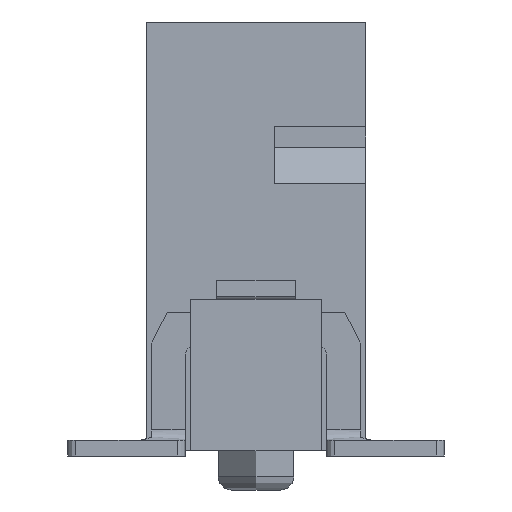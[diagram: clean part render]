
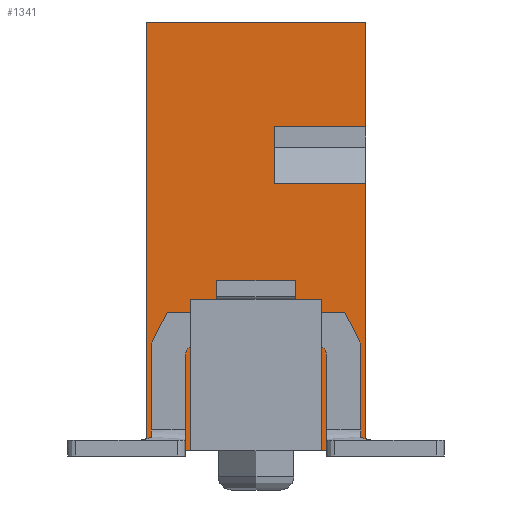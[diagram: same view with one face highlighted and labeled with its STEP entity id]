
A CAD part, left-side view. The second image highlights one B-rep face of the part: STEP entity #1341.
In plain terms, the highlighted planar face has unit normal (-1, 0, 0).
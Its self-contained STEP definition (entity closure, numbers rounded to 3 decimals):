
#353=CARTESIAN_POINT('',(-6.445,2.1,8.2));
#354=VERTEX_POINT('',#353);
#361=CARTESIAN_POINT('',(-6.445,-2.1,8.2));
#362=VERTEX_POINT('',#361);
#363=CARTESIAN_POINT('',(-6.445,2.1,8.2));
#364=DIRECTION('',(0.,-1.,0.));
#365=VECTOR('',#364,4.2);
#366=LINE('',#363,#365);
#367=EDGE_CURVE('',#354,#362,#366,.T.);
#671=CARTESIAN_POINT('',(-6.445,-2.1,5.11));
#672=VERTEX_POINT('',#671);
#689=CARTESIAN_POINT('',(-6.445,-0.35,5.11));
#690=VERTEX_POINT('',#689);
#697=CARTESIAN_POINT('',(-6.445,-0.35,5.11));
#698=DIRECTION('',(0.,-1.,0.));
#699=VECTOR('',#698,1.75);
#700=LINE('',#697,#699);
#701=EDGE_CURVE('',#690,#672,#700,.T.);
#711=CARTESIAN_POINT('',(-6.445,-0.35,6.2));
#712=VERTEX_POINT('',#711);
#713=CARTESIAN_POINT('',(-6.445,-0.35,6.2));
#714=DIRECTION('',(0.,0.,-1.));
#715=VECTOR('',#714,1.09);
#716=LINE('',#713,#715);
#717=EDGE_CURVE('',#712,#690,#716,.T.);
#744=CARTESIAN_POINT('',(-6.445,-2.1,6.2));
#745=VERTEX_POINT('',#744);
#752=CARTESIAN_POINT('',(-6.445,-2.1,6.2));
#753=DIRECTION('',(0.,1.,0.));
#754=VECTOR('',#753,1.75);
#755=LINE('',#752,#754);
#756=EDGE_CURVE('',#745,#712,#755,.T.);
#1174=CARTESIAN_POINT('',(-6.445,0.,4.1));
#1175=DIRECTION('',(0.,-1.,0.));
#1176=DIRECTION('',(-1.,0.,0.));
#1177=AXIS2_PLACEMENT_3D('',#1174,#1176,#1175);
#1178=PLANE('',#1177);
#1179=CARTESIAN_POINT('',(-6.445,-0.7,1.));
#1180=VERTEX_POINT('',#1179);
#1181=CARTESIAN_POINT('',(-6.445,-0.75,1.));
#1182=VERTEX_POINT('',#1181);
#1183=CARTESIAN_POINT('',(-6.445,-0.7,1.));
#1184=DIRECTION('',(0.,-1.,0.));
#1185=VECTOR('',#1184,0.05);
#1186=LINE('',#1183,#1185);
#1187=EDGE_CURVE('',#1180,#1182,#1186,.T.);
#1188=ORIENTED_EDGE('',*,*,#1187,.T.);
#1189=CARTESIAN_POINT('',(-6.445,-0.75,1.75));
#1190=VERTEX_POINT('',#1189);
#1191=CARTESIAN_POINT('',(-6.445,-0.75,1.));
#1192=DIRECTION('',(0.,0.,1.));
#1193=VECTOR('',#1192,0.75);
#1194=LINE('',#1191,#1193);
#1195=EDGE_CURVE('',#1182,#1190,#1194,.T.);
#1196=ORIENTED_EDGE('',*,*,#1195,.T.);
#1197=CARTESIAN_POINT('',(-6.445,-0.9,1.9));
#1198=VERTEX_POINT('',#1197);
#1199=CARTESIAN_POINT('',(-6.445,-0.75,1.75));
#1200=DIRECTION('',(0.,-0.707,0.707));
#1201=VECTOR('',#1200,0.212);
#1202=LINE('',#1199,#1201);
#1203=EDGE_CURVE('',#1190,#1198,#1202,.T.);
#1204=ORIENTED_EDGE('',*,*,#1203,.T.);
#1205=CARTESIAN_POINT('',(-6.445,-1.1,1.9));
#1206=VERTEX_POINT('',#1205);
#1207=CARTESIAN_POINT('',(-6.445,-0.9,1.9));
#1208=DIRECTION('',(0.,-1.,0.));
#1209=VECTOR('',#1208,0.2);
#1210=LINE('',#1207,#1209);
#1211=EDGE_CURVE('',#1198,#1206,#1210,.T.);
#1212=ORIENTED_EDGE('',*,*,#1211,.T.);
#1213=CARTESIAN_POINT('',(-6.445,-1.25,1.75));
#1214=VERTEX_POINT('',#1213);
#1215=CARTESIAN_POINT('',(-6.445,-1.1,1.9));
#1216=DIRECTION('',(0.,-0.707,-0.707));
#1217=VECTOR('',#1216,0.212);
#1218=LINE('',#1215,#1217);
#1219=EDGE_CURVE('',#1206,#1214,#1218,.T.);
#1220=ORIENTED_EDGE('',*,*,#1219,.T.);
#1221=CARTESIAN_POINT('',(-6.445,-1.25,0.));
#1222=VERTEX_POINT('',#1221);
#1223=CARTESIAN_POINT('',(-6.445,-1.25,1.75));
#1224=DIRECTION('',(0.,0.,-1.));
#1225=VECTOR('',#1224,1.75);
#1226=LINE('',#1223,#1225);
#1227=EDGE_CURVE('',#1214,#1222,#1226,.T.);
#1228=ORIENTED_EDGE('',*,*,#1227,.T.);
#1229=CARTESIAN_POINT('',(-6.445,-2.1,0.));
#1230=VERTEX_POINT('',#1229);
#1231=CARTESIAN_POINT('',(-6.445,-1.25,0.));
#1232=DIRECTION('',(0.,-1.,0.));
#1233=VECTOR('',#1232,0.85);
#1234=LINE('',#1231,#1233);
#1235=EDGE_CURVE('',#1222,#1230,#1234,.T.);
#1236=ORIENTED_EDGE('',*,*,#1235,.T.);
#1237=CARTESIAN_POINT('',(-6.445,-2.1,0.));
#1238=DIRECTION('',(0.,0.,1.));
#1239=VECTOR('',#1238,5.11);
#1240=LINE('',#1237,#1239);
#1241=EDGE_CURVE('',#1230,#672,#1240,.T.);
#1242=ORIENTED_EDGE('',*,*,#1241,.T.);
#1243=ORIENTED_EDGE('',*,*,#701,.F.);
#1244=ORIENTED_EDGE('',*,*,#717,.F.);
#1245=ORIENTED_EDGE('',*,*,#756,.F.);
#1246=CARTESIAN_POINT('',(-6.445,-2.1,6.2));
#1247=DIRECTION('',(0.,0.,1.));
#1248=VECTOR('',#1247,2.);
#1249=LINE('',#1246,#1248);
#1250=EDGE_CURVE('',#745,#362,#1249,.T.);
#1251=ORIENTED_EDGE('',*,*,#1250,.T.);
#1252=ORIENTED_EDGE('',*,*,#367,.F.);
#1253=CARTESIAN_POINT('',(-6.445,2.1,0.));
#1254=VERTEX_POINT('',#1253);
#1255=CARTESIAN_POINT('',(-6.445,2.1,8.2));
#1256=DIRECTION('',(0.,0.,-1.));
#1257=VECTOR('',#1256,8.2);
#1258=LINE('',#1255,#1257);
#1259=EDGE_CURVE('',#354,#1254,#1258,.T.);
#1260=ORIENTED_EDGE('',*,*,#1259,.T.);
#1261=CARTESIAN_POINT('',(-6.445,1.25,0.));
#1262=VERTEX_POINT('',#1261);
#1263=CARTESIAN_POINT('',(-6.445,2.1,0.));
#1264=DIRECTION('',(0.,-1.,0.));
#1265=VECTOR('',#1264,0.85);
#1266=LINE('',#1263,#1265);
#1267=EDGE_CURVE('',#1254,#1262,#1266,.T.);
#1268=ORIENTED_EDGE('',*,*,#1267,.T.);
#1269=CARTESIAN_POINT('',(-6.445,1.25,1.75));
#1270=VERTEX_POINT('',#1269);
#1271=CARTESIAN_POINT('',(-6.445,1.25,0.));
#1272=DIRECTION('',(0.,0.,1.));
#1273=VECTOR('',#1272,1.75);
#1274=LINE('',#1271,#1273);
#1275=EDGE_CURVE('',#1262,#1270,#1274,.T.);
#1276=ORIENTED_EDGE('',*,*,#1275,.T.);
#1277=CARTESIAN_POINT('',(-6.445,1.1,1.9));
#1278=VERTEX_POINT('',#1277);
#1279=CARTESIAN_POINT('',(-6.445,1.25,1.75));
#1280=DIRECTION('',(0.,-0.707,0.707));
#1281=VECTOR('',#1280,0.212);
#1282=LINE('',#1279,#1281);
#1283=EDGE_CURVE('',#1270,#1278,#1282,.T.);
#1284=ORIENTED_EDGE('',*,*,#1283,.T.);
#1285=CARTESIAN_POINT('',(-6.445,0.9,1.9));
#1286=VERTEX_POINT('',#1285);
#1287=CARTESIAN_POINT('',(-6.445,1.1,1.9));
#1288=DIRECTION('',(0.,-1.,0.));
#1289=VECTOR('',#1288,0.2);
#1290=LINE('',#1287,#1289);
#1291=EDGE_CURVE('',#1278,#1286,#1290,.T.);
#1292=ORIENTED_EDGE('',*,*,#1291,.T.);
#1293=CARTESIAN_POINT('',(-6.445,0.75,1.75));
#1294=VERTEX_POINT('',#1293);
#1295=CARTESIAN_POINT('',(-6.445,0.9,1.9));
#1296=DIRECTION('',(0.,-0.707,-0.707));
#1297=VECTOR('',#1296,0.212);
#1298=LINE('',#1295,#1297);
#1299=EDGE_CURVE('',#1286,#1294,#1298,.T.);
#1300=ORIENTED_EDGE('',*,*,#1299,.T.);
#1301=CARTESIAN_POINT('',(-6.445,0.75,1.));
#1302=VERTEX_POINT('',#1301);
#1303=CARTESIAN_POINT('',(-6.445,0.75,1.75));
#1304=DIRECTION('',(0.,0.,-1.));
#1305=VECTOR('',#1304,0.75);
#1306=LINE('',#1303,#1305);
#1307=EDGE_CURVE('',#1294,#1302,#1306,.T.);
#1308=ORIENTED_EDGE('',*,*,#1307,.T.);
#1309=CARTESIAN_POINT('',(-6.445,0.7,1.));
#1310=VERTEX_POINT('',#1309);
#1311=CARTESIAN_POINT('',(-6.445,0.75,1.));
#1312=DIRECTION('',(0.,-1.,0.));
#1313=VECTOR('',#1312,0.05);
#1314=LINE('',#1311,#1313);
#1315=EDGE_CURVE('',#1302,#1310,#1314,.T.);
#1316=ORIENTED_EDGE('',*,*,#1315,.T.);
#1317=CARTESIAN_POINT('',(-6.445,0.7,0.1));
#1318=VERTEX_POINT('',#1317);
#1319=CARTESIAN_POINT('',(-6.445,0.7,1.));
#1320=DIRECTION('',(0.,0.,-1.));
#1321=VECTOR('',#1320,0.9);
#1322=LINE('',#1319,#1321);
#1323=EDGE_CURVE('',#1310,#1318,#1322,.T.);
#1324=ORIENTED_EDGE('',*,*,#1323,.T.);
#1325=CARTESIAN_POINT('',(-6.445,-0.7,0.1));
#1326=VERTEX_POINT('',#1325);
#1327=CARTESIAN_POINT('',(-6.445,0.7,0.1));
#1328=DIRECTION('',(0.,-1.,0.));
#1329=VECTOR('',#1328,1.4);
#1330=LINE('',#1327,#1329);
#1331=EDGE_CURVE('',#1318,#1326,#1330,.T.);
#1332=ORIENTED_EDGE('',*,*,#1331,.T.);
#1333=CARTESIAN_POINT('',(-6.445,-0.7,0.1));
#1334=DIRECTION('',(0.,0.,1.));
#1335=VECTOR('',#1334,0.9);
#1336=LINE('',#1333,#1335);
#1337=EDGE_CURVE('',#1326,#1180,#1336,.T.);
#1338=ORIENTED_EDGE('',*,*,#1337,.T.);
#1339=EDGE_LOOP('',(#1188,#1196,#1204,#1212,#1220,#1228,#1236,#1242,#1243,#1244,#1245,#1251,#1252,#1260,#1268,#1276,#1284,#1292,#1300,#1308,#1316,#1324,#1332,#1338));
#1340=FACE_OUTER_BOUND('',#1339,.T.);
#1341=ADVANCED_FACE('',(#1340),#1178,.T.);
